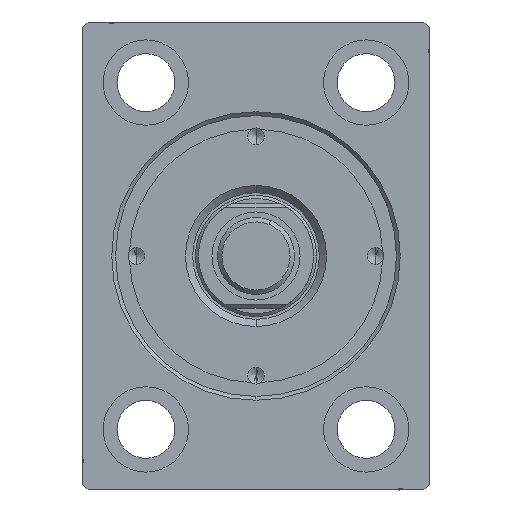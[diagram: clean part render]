
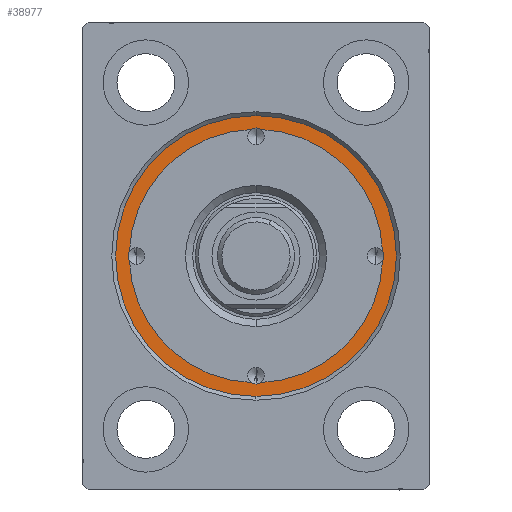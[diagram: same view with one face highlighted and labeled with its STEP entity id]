
A CAD part, left-side view. The second image highlights one B-rep face of the part: STEP entity #38977.
In plain terms, the highlighted face is planar.
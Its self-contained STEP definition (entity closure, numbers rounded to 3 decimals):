
#216 = EDGE_CURVE ( 'NONE', #9816, #6949, #5223, .T. ) ;
#701 = DIRECTION ( 'NONE',  ( 0., 0., 1. ) ) ;
#1118 = CARTESIAN_POINT ( 'NONE',  ( -22.984, 0.853, 10. ) ) ;
#1199 = CIRCLE ( 'NONE', #35426, 23. ) ;
#1243 = DIRECTION ( 'NONE',  ( 0., 0., 1. ) ) ;
#1412 = EDGE_CURVE ( 'NONE', #9780, #14536, #11062, .T. ) ;
#1470 = CARTESIAN_POINT ( 'NONE',  ( 0., 0., 10. ) ) ;
#2308 = VERTEX_POINT ( 'NONE', #45175 ) ;
#2319 = DIRECTION ( 'NONE',  ( 1., 0., 0. ) ) ;
#2948 = ORIENTED_EDGE ( 'NONE', *, *, #21934, .T. ) ;
#2978 = CARTESIAN_POINT ( 'NONE',  ( 21.75, 0., 10. ) ) ;
#3085 = AXIS2_PLACEMENT_3D ( 'NONE', #6303, #10616, #24292 ) ;
#3126 = ORIENTED_EDGE ( 'NONE', *, *, #38710, .F. ) ;
#3221 = CARTESIAN_POINT ( 'NONE',  ( -23.25, 0., 10. ) ) ;
#3605 = PLANE ( 'NONE',  #43639 ) ;
#3820 = VERTEX_POINT ( 'NONE', #13713 ) ;
#4499 = ORIENTED_EDGE ( 'NONE', *, *, #1412, .F. ) ;
#5223 = CIRCLE ( 'NONE', #43081, 1.5 ) ;
#5707 = CIRCLE ( 'NONE', #36281, 23. ) ;
#6303 = CARTESIAN_POINT ( 'NONE',  ( 0., 0., 10. ) ) ;
#6502 = VERTEX_POINT ( 'NONE', #42834 ) ;
#6827 = DIRECTION ( 'NONE',  ( 1., 0., 0. ) ) ;
#6949 = VERTEX_POINT ( 'NONE', #36373 ) ;
#9780 = VERTEX_POINT ( 'NONE', #1118 ) ;
#9816 = VERTEX_POINT ( 'NONE', #29383 ) ;
#9966 = DIRECTION ( 'NONE',  ( 0., 0., 1. ) ) ;
#10616 = DIRECTION ( 'NONE',  ( 0., 0., 1. ) ) ;
#10663 = DIRECTION ( 'NONE',  ( 0., 0., 1. ) ) ;
#11062 = CIRCLE ( 'NONE', #20538, 1.5 ) ;
#11610 = CIRCLE ( 'NONE', #41481, 23. ) ;
#13184 = EDGE_CURVE ( 'NONE', #17131, #9780, #27092, .T. ) ;
#13314 = CARTESIAN_POINT ( 'NONE',  ( 0.853, 22.984, 10. ) ) ;
#13373 = CIRCLE ( 'NONE', #28635, 1.5 ) ;
#13611 = DIRECTION ( 'NONE',  ( 1., 0., 0. ) ) ;
#13713 = CARTESIAN_POINT ( 'NONE',  ( 22.984, -0.853, 10. ) ) ;
#13863 = CARTESIAN_POINT ( 'NONE',  ( 0., 0., 10. ) ) ;
#14068 = EDGE_CURVE ( 'NONE', #27920, #17131, #22758, .T. ) ;
#14125 = CIRCLE ( 'NONE', #38149, 25.5 ) ;
#14224 = DIRECTION ( 'NONE',  ( 1., 0., 0. ) ) ;
#14536 = VERTEX_POINT ( 'NONE', #3221 ) ;
#14616 = DIRECTION ( 'NONE',  ( 1., 0., 0. ) ) ;
#15384 = DIRECTION ( 'NONE',  ( 1., 0., 0. ) ) ;
#15771 = ORIENTED_EDGE ( 'NONE', *, *, #216, .F. ) ;
#16284 = CIRCLE ( 'NONE', #26466, 25.5 ) ;
#16367 = DIRECTION ( 'NONE',  ( 0., 0., 1. ) ) ;
#16836 = CARTESIAN_POINT ( 'NONE',  ( 25.5, 0., 10. ) ) ;
#17131 = VERTEX_POINT ( 'NONE', #20867 ) ;
#17229 = EDGE_CURVE ( 'NONE', #6502, #2308, #13373, .T. ) ;
#17413 = EDGE_CURVE ( 'NONE', #44440, #38897, #16284, .T. ) ;
#17456 = DIRECTION ( 'NONE',  ( 1., 0., 0. ) ) ;
#17779 = ORIENTED_EDGE ( 'NONE', *, *, #13184, .F. ) ;
#18317 = EDGE_LOOP ( 'NONE', ( #4499, #17779, #39563, #31339, #15771, #3126, #19232, #39578, #25990, #30236 ) ) ;
#19232 = ORIENTED_EDGE ( 'NONE', *, *, #36824, .F. ) ;
#20531 = DIRECTION ( 'NONE',  ( 0., 0., 1. ) ) ;
#20538 = AXIS2_PLACEMENT_3D ( 'NONE', #23288, #22831, #27145 ) ;
#20704 = DIRECTION ( 'NONE',  ( 1., 0., 0. ) ) ;
#20732 = ORIENTED_EDGE ( 'NONE', *, *, #17413, .T. ) ;
#20867 = CARTESIAN_POINT ( 'NONE',  ( -0.853, 22.984, 10. ) ) ;
#21459 = VERTEX_POINT ( 'NONE', #43923 ) ;
#21934 = EDGE_CURVE ( 'NONE', #38897, #44440, #14125, .T. ) ;
#22113 = DIRECTION ( 'NONE',  ( 0., 0., 1. ) ) ;
#22758 = CIRCLE ( 'NONE', #24213, 1.5 ) ;
#22831 = DIRECTION ( 'NONE',  ( 0., 0., 1. ) ) ;
#23288 = CARTESIAN_POINT ( 'NONE',  ( -21.75, 0., 10. ) ) ;
#24213 = AXIS2_PLACEMENT_3D ( 'NONE', #30708, #9966, #13611 ) ;
#24292 = DIRECTION ( 'NONE',  ( 1., 0., 0. ) ) ;
#24557 = FACE_BOUND ( 'NONE', #18317, .T. ) ;
#24699 = CARTESIAN_POINT ( 'NONE',  ( -21.75, 0., 10. ) ) ;
#25848 = DIRECTION ( 'NONE',  ( 0., 0., 1. ) ) ;
#25990 = ORIENTED_EDGE ( 'NONE', *, *, #41299, .F. ) ;
#26466 = AXIS2_PLACEMENT_3D ( 'NONE', #1470, #25848, #15384 ) ;
#27092 = CIRCLE ( 'NONE', #3085, 23. ) ;
#27145 = DIRECTION ( 'NONE',  ( 1., 0., 0. ) ) ;
#27920 = VERTEX_POINT ( 'NONE', #13314 ) ;
#28148 = DIRECTION ( 'NONE',  ( 1., 0., 0. ) ) ;
#28196 = AXIS2_PLACEMENT_3D ( 'NONE', #24699, #16367, #14224 ) ;
#28482 = EDGE_CURVE ( 'NONE', #6949, #27920, #1199, .T. ) ;
#28635 = AXIS2_PLACEMENT_3D ( 'NONE', #42985, #1243, #28148 ) ;
#29383 = CARTESIAN_POINT ( 'NONE',  ( 23.25, 0., 10. ) ) ;
#29474 = CARTESIAN_POINT ( 'NONE',  ( 0., 0., 10. ) ) ;
#30131 = CARTESIAN_POINT ( 'NONE',  ( 0., 0., 10. ) ) ;
#30236 = ORIENTED_EDGE ( 'NONE', *, *, #34432, .F. ) ;
#30708 = CARTESIAN_POINT ( 'NONE',  ( 0., 21.75, 10. ) ) ;
#31339 = ORIENTED_EDGE ( 'NONE', *, *, #28482, .F. ) ;
#32190 = CARTESIAN_POINT ( 'NONE',  ( -25.5, 0., 10. ) ) ;
#32664 = AXIS2_PLACEMENT_3D ( 'NONE', #2978, #34198, #6827 ) ;
#32883 = DIRECTION ( 'NONE',  ( 0., 0., 1. ) ) ;
#34198 = DIRECTION ( 'NONE',  ( 0., 0., 1. ) ) ;
#34432 = EDGE_CURVE ( 'NONE', #14536, #21459, #36214, .T. ) ;
#34784 = DIRECTION ( 'NONE',  ( 0., 0., 1. ) ) ;
#34906 = CARTESIAN_POINT ( 'NONE',  ( 0., 0., 10. ) ) ;
#35034 = FACE_OUTER_BOUND ( 'NONE', #36405, .T. ) ;
#35426 = AXIS2_PLACEMENT_3D ( 'NONE', #30131, #20531, #2319 ) ;
#36214 = CIRCLE ( 'NONE', #28196, 1.5 ) ;
#36281 = AXIS2_PLACEMENT_3D ( 'NONE', #36706, #22113, #40139 ) ;
#36312 = DIRECTION ( 'NONE',  ( 1., 0., 0. ) ) ;
#36373 = CARTESIAN_POINT ( 'NONE',  ( 22.984, 0.853, 10. ) ) ;
#36405 = EDGE_LOOP ( 'NONE', ( #20732, #2948 ) ) ;
#36706 = CARTESIAN_POINT ( 'NONE',  ( 0., 0., 10. ) ) ;
#36824 = EDGE_CURVE ( 'NONE', #2308, #3820, #5707, .T. ) ;
#38149 = AXIS2_PLACEMENT_3D ( 'NONE', #34906, #701, #14616 ) ;
#38224 = CARTESIAN_POINT ( 'NONE',  ( 21.75, 0., 10. ) ) ;
#38710 = EDGE_CURVE ( 'NONE', #3820, #9816, #39979, .T. ) ;
#38897 = VERTEX_POINT ( 'NONE', #16836 ) ;
#38977 = ADVANCED_FACE ( 'NONE', ( #24557, #35034 ), #3605, .T. ) ;
#39563 = ORIENTED_EDGE ( 'NONE', *, *, #14068, .F. ) ;
#39578 = ORIENTED_EDGE ( 'NONE', *, *, #17229, .F. ) ;
#39979 = CIRCLE ( 'NONE', #32664, 1.5 ) ;
#40139 = DIRECTION ( 'NONE',  ( 1., 0., 0. ) ) ;
#41299 = EDGE_CURVE ( 'NONE', #21459, #6502, #11610, .T. ) ;
#41481 = AXIS2_PLACEMENT_3D ( 'NONE', #29474, #32883, #36312 ) ;
#42834 = CARTESIAN_POINT ( 'NONE',  ( -0.853, -22.984, 10. ) ) ;
#42985 = CARTESIAN_POINT ( 'NONE',  ( 0., -21.75, 10. ) ) ;
#43081 = AXIS2_PLACEMENT_3D ( 'NONE', #38224, #34784, #17456 ) ;
#43639 = AXIS2_PLACEMENT_3D ( 'NONE', #13863, #10663, #20704 ) ;
#43923 = CARTESIAN_POINT ( 'NONE',  ( -22.984, -0.853, 10. ) ) ;
#44440 = VERTEX_POINT ( 'NONE', #32190 ) ;
#45175 = CARTESIAN_POINT ( 'NONE',  ( 0.853, -22.984, 10. ) ) ;
